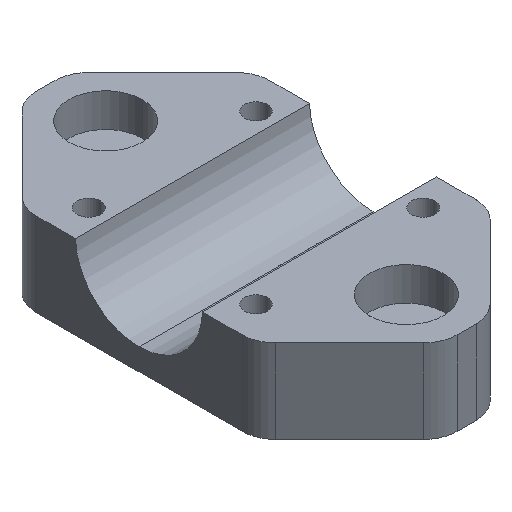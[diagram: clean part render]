
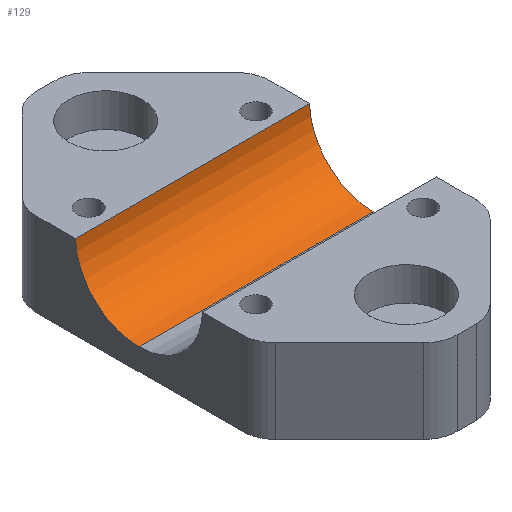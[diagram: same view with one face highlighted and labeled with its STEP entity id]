
A CAD part, isometric view. The second image highlights one B-rep face of the part: STEP entity #129.
In plain terms, the highlighted cylindrical face has radius 9.5 mm (diameter 19 mm), a partial arc.
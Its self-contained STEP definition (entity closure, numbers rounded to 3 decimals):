
#44 = CARTESIAN_POINT ( 'NONE',  ( -17.5, 9.497, 12.5 ) ) ;
#89 = CARTESIAN_POINT ( 'NONE',  ( -17.5, 0., 12.75 ) ) ;
#129 = ADVANCED_FACE ( 'NONE', ( #729 ), #700, .F. ) ;
#138 = CARTESIAN_POINT ( 'NONE',  ( -17.5, 0., 3.25 ) ) ;
#154 = CARTESIAN_POINT ( 'NONE',  ( 17.5, 9.497, 12.5 ) ) ;
#172 = DIRECTION ( 'NONE',  ( 1., 0., 0. ) ) ;
#196 = DIRECTION ( 'NONE',  ( 0., 0., -1. ) ) ;
#199 = CARTESIAN_POINT ( 'NONE',  ( -17.501, 9.497, 12.5 ) ) ;
#230 = ORIENTED_EDGE ( 'NONE', *, *, #1391, .T. ) ;
#237 = LINE ( 'NONE', #603, #1454 ) ;
#425 = VERTEX_POINT ( 'NONE', #653 ) ;
#471 = VECTOR ( 'NONE', #940, 1000. ) ;
#494 = CARTESIAN_POINT ( 'NONE',  ( 17.5, 0., 12.75 ) ) ;
#603 = CARTESIAN_POINT ( 'NONE',  ( -17.501, 0., 3.25 ) ) ;
#607 = DIRECTION ( 'NONE',  ( 0., 0., -1. ) ) ;
#616 = AXIS2_PLACEMENT_3D ( 'NONE', #1186, #172, #1316 ) ;
#644 = VERTEX_POINT ( 'NONE', #44 ) ;
#653 = CARTESIAN_POINT ( 'NONE',  ( 17.5, 0., 3.25 ) ) ;
#677 = VERTEX_POINT ( 'NONE', #138 ) ;
#700 = CYLINDRICAL_SURFACE ( 'NONE', #616, 9.5 ) ;
#705 = DIRECTION ( 'NONE',  ( 1., 0., 0. ) ) ;
#729 = FACE_OUTER_BOUND ( 'NONE', #926, .T. ) ;
#754 = LINE ( 'NONE', #199, #471 ) ;
#784 = VERTEX_POINT ( 'NONE', #154 ) ;
#786 = ORIENTED_EDGE ( 'NONE', *, *, #1393, .T. ) ;
#798 = CIRCLE ( 'NONE', #1042, 9.5 ) ;
#826 = ORIENTED_EDGE ( 'NONE', *, *, #1396, .F. ) ;
#827 = DIRECTION ( 'NONE',  ( -1., 0., 0. ) ) ;
#926 = EDGE_LOOP ( 'NONE', ( #1437, #230, #786, #826 ) ) ;
#940 = DIRECTION ( 'NONE',  ( 1., 0., 0. ) ) ;
#1036 = AXIS2_PLACEMENT_3D ( 'NONE', #89, #827, #196 ) ;
#1042 = AXIS2_PLACEMENT_3D ( 'NONE', #494, #1341, #607 ) ;
#1186 = CARTESIAN_POINT ( 'NONE',  ( -17.501, 0., 12.75 ) ) ;
#1316 = DIRECTION ( 'NONE',  ( 0., 0., -1. ) ) ;
#1341 = DIRECTION ( 'NONE',  ( 1., 0., 0. ) ) ;
#1389 = EDGE_CURVE ( 'NONE', #644, #677, #1491, .T. ) ;
#1391 = EDGE_CURVE ( 'NONE', #677, #425, #237, .T. ) ;
#1393 = EDGE_CURVE ( 'NONE', #425, #784, #798, .T. ) ;
#1396 = EDGE_CURVE ( 'NONE', #644, #784, #754, .T. ) ;
#1437 = ORIENTED_EDGE ( 'NONE', *, *, #1389, .T. ) ;
#1454 = VECTOR ( 'NONE', #705, 1000. ) ;
#1491 = CIRCLE ( 'NONE', #1036, 9.5 ) ;
